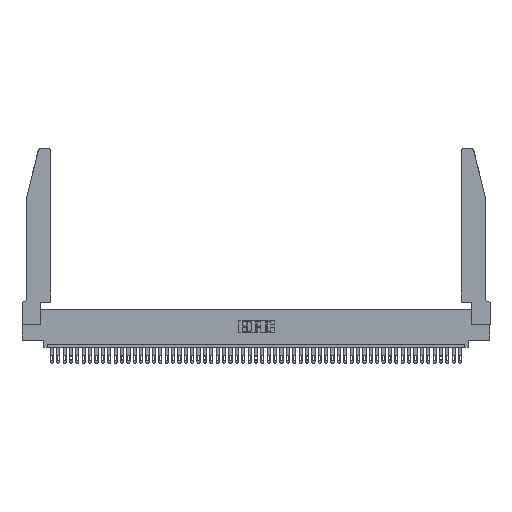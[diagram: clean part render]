
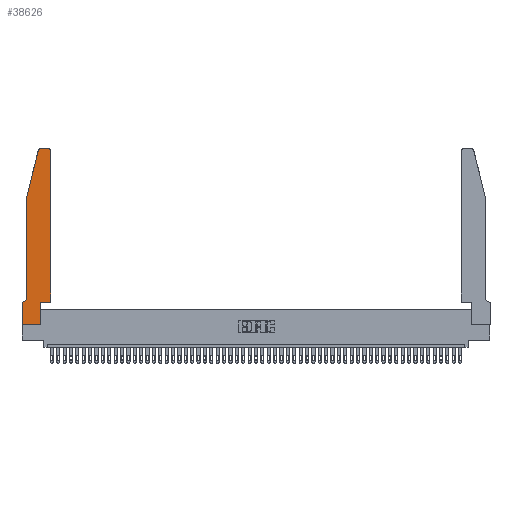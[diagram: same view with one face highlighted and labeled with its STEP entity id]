
A CAD part, top view. The second image highlights one B-rep face of the part: STEP entity #38626.
In plain terms, the highlighted planar face has unit normal (0, 0, 1).
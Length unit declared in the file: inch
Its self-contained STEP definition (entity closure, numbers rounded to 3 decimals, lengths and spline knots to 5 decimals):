
#506 = DIRECTION ( 'NONE',  ( -1., 0., 0. ) ) ;
#931 = CARTESIAN_POINT ( 'NONE',  ( 0.0755, 0.35, 0.37 ) ) ;
#1438 = ORIENTED_EDGE ( 'NONE', *, *, #18800, .T. ) ;
#1475 = VERTEX_POINT ( 'NONE', #43339 ) ;
#1518 = CARTESIAN_POINT ( 'NONE',  ( 0., 0., 0.37 ) ) ;
#1732 = ORIENTED_EDGE ( 'NONE', *, *, #4199, .T. ) ;
#2283 = DIRECTION ( 'NONE',  ( 0., 0., -1. ) ) ;
#2478 = CARTESIAN_POINT ( 'NONE',  ( 0.2865, 0.35, 0.37 ) ) ;
#3138 = CARTESIAN_POINT ( 'NONE',  ( 0.4505, 0.35, 0.37 ) ) ;
#4141 = VECTOR ( 'NONE', #36744, 39.37008 ) ;
#4199 = EDGE_CURVE ( 'NONE', #42593, #27027, #8915, .T. ) ;
#4381 = EDGE_CURVE ( 'NONE', #10505, #34589, #31519, .T. ) ;
#4827 = CARTESIAN_POINT ( 'NONE',  ( 0., 0.35, 0.37 ) ) ;
#5130 = CARTESIAN_POINT ( 'NONE',  ( 0.4205, 2.75, 0.37 ) ) ;
#5970 = CARTESIAN_POINT ( 'NONE',  ( 0.0055, 0.35, 0.37 ) ) ;
#6148 = CARTESIAN_POINT ( 'NONE',  ( 0.25487, 2.72718, 0.37 ) ) ;
#6383 = DIRECTION ( 'NONE',  ( 0., 1., 0. ) ) ;
#6630 = VECTOR ( 'NONE', #20295, 39.37008 ) ;
#6972 = AXIS2_PLACEMENT_3D ( 'NONE', #44849, #2283, #9768 ) ;
#7064 = VERTEX_POINT ( 'NONE', #34728 ) ;
#8068 = DIRECTION ( 'NONE',  ( 0., 0., 1. ) ) ;
#8295 = ORIENTED_EDGE ( 'NONE', *, *, #41617, .T. ) ;
#8501 = CARTESIAN_POINT ( 'NONE',  ( 0.4505, 2.72, 0.37 ) ) ;
#8528 = CIRCLE ( 'NONE', #10655, 0.03 ) ;
#8644 = LINE ( 'NONE', #33219, #47792 ) ;
#8915 = LINE ( 'NONE', #47161, #24824 ) ;
#9470 = CARTESIAN_POINT ( 'NONE',  ( 0., 0., 0.37 ) ) ;
#9768 = DIRECTION ( 'NONE',  ( -1., 0., 0. ) ) ;
#10505 = VERTEX_POINT ( 'NONE', #5130 ) ;
#10655 = AXIS2_PLACEMENT_3D ( 'NONE', #29747, #45384, #33362 ) ;
#10784 = CARTESIAN_POINT ( 'NONE',  ( 0.2865, 0., 0.37 ) ) ;
#11245 = VECTOR ( 'NONE', #44541, 39.37008 ) ;
#11431 = VECTOR ( 'NONE', #48058, 39.37008 ) ;
#11638 = ORIENTED_EDGE ( 'NONE', *, *, #17844, .T. ) ;
#12219 = ORIENTED_EDGE ( 'NONE', *, *, #27335, .T. ) ;
#12391 = AXIS2_PLACEMENT_3D ( 'NONE', #32590, #24413, #47826 ) ;
#13055 = CARTESIAN_POINT ( 'NONE',  ( 0.4505, 0.35, 0.37 ) ) ;
#13702 = CARTESIAN_POINT ( 'NONE',  ( 0.284, 2.75, 0.37 ) ) ;
#15237 = DIRECTION ( 'NONE',  ( 1., 0., 0. ) ) ;
#16366 = CARTESIAN_POINT ( 'NONE',  ( 0.0755, 2., 0.37 ) ) ;
#16758 = EDGE_CURVE ( 'NONE', #27027, #19534, #42660, .T. ) ;
#17019 = LINE ( 'NONE', #16366, #6630 ) ;
#17169 = AXIS2_PLACEMENT_3D ( 'NONE', #4827, #8068, #43133 ) ;
#17399 = ORIENTED_EDGE ( 'NONE', *, *, #34286, .T. ) ;
#17844 = EDGE_CURVE ( 'NONE', #19534, #10505, #8528, .T. ) ;
#17893 = ORIENTED_EDGE ( 'NONE', *, *, #4381, .T. ) ;
#18800 = EDGE_CURVE ( 'NONE', #42985, #1475, #17019, .T. ) ;
#19534 = VERTEX_POINT ( 'NONE', #8501 ) ;
#20079 = VERTEX_POINT ( 'NONE', #5970 ) ;
#20295 = DIRECTION ( 'NONE',  ( -0.239, -0.971, 0. ) ) ;
#21171 = EDGE_CURVE ( 'NONE', #7064, #35284, #47917, .T. ) ;
#21653 = VECTOR ( 'NONE', #6383, 39.37008 ) ;
#23275 = EDGE_LOOP ( 'NONE', ( #17893, #33304, #1438, #8295, #32494, #24689, #44376, #12219, #17399, #1732, #29731, #11638 ) ) ;
#24413 = DIRECTION ( 'NONE',  ( 0., 0., 1. ) ) ;
#24689 = ORIENTED_EDGE ( 'NONE', *, *, #33905, .T. ) ;
#24824 = VECTOR ( 'NONE', #15237, 39.37008 ) ;
#25403 = VECTOR ( 'NONE', #506, 39.37008 ) ;
#26777 = EDGE_CURVE ( 'NONE', #43762, #20079, #28600, .T. ) ;
#27027 = VERTEX_POINT ( 'NONE', #3138 ) ;
#27162 = CARTESIAN_POINT ( 'NONE',  ( 0.2865, 0.35, 0.37 ) ) ;
#27335 = EDGE_CURVE ( 'NONE', #35284, #28678, #30372, .T. ) ;
#27982 = CARTESIAN_POINT ( 'NONE',  ( 0.2605, 2.75, 0.37 ) ) ;
#28600 = CIRCLE ( 'NONE', #6972, 0.07 ) ;
#28678 = VERTEX_POINT ( 'NONE', #10784 ) ;
#29731 = ORIENTED_EDGE ( 'NONE', *, *, #16758, .T. ) ;
#29747 = CARTESIAN_POINT ( 'NONE',  ( 0.4205, 2.72, 0.37 ) ) ;
#30372 = LINE ( 'NONE', #44289, #4141 ) ;
#31519 = LINE ( 'NONE', #27982, #25403 ) ;
#32033 = LINE ( 'NONE', #2478, #21653 ) ;
#32494 = ORIENTED_EDGE ( 'NONE', *, *, #26777, .T. ) ;
#32590 = CARTESIAN_POINT ( 'NONE',  ( 0.284, 2.72, 0.37 ) ) ;
#32801 = CARTESIAN_POINT ( 'NONE',  ( 0.0755, 0.42, 0.37 ) ) ;
#33219 = CARTESIAN_POINT ( 'NONE',  ( 0.0755, 2., 0.37 ) ) ;
#33284 = EDGE_CURVE ( 'NONE', #34589, #42985, #46257, .T. ) ;
#33304 = ORIENTED_EDGE ( 'NONE', *, *, #33284, .T. ) ;
#33307 = VECTOR ( 'NONE', #47913, 39.37008 ) ;
#33362 = DIRECTION ( 'NONE',  ( 1., 0., 0. ) ) ;
#33905 = EDGE_CURVE ( 'NONE', #20079, #7064, #44343, .T. ) ;
#34286 = EDGE_CURVE ( 'NONE', #28678, #42593, #32033, .T. ) ;
#34589 = VERTEX_POINT ( 'NONE', #13702 ) ;
#34728 = CARTESIAN_POINT ( 'NONE',  ( 0., 0.35, 0.37 ) ) ;
#35284 = VERTEX_POINT ( 'NONE', #1518 ) ;
#36744 = DIRECTION ( 'NONE',  ( 1., 0., 0. ) ) ;
#38626 = ADVANCED_FACE ( 'NONE', ( #44919 ), #47202, .T. ) ;
#41617 = EDGE_CURVE ( 'NONE', #1475, #43762, #8644, .T. ) ;
#42593 = VERTEX_POINT ( 'NONE', #27162 ) ;
#42660 = LINE ( 'NONE', #13055, #11431 ) ;
#42985 = VERTEX_POINT ( 'NONE', #6148 ) ;
#43133 = DIRECTION ( 'NONE',  ( 1., 0., 0. ) ) ;
#43339 = CARTESIAN_POINT ( 'NONE',  ( 0.0755, 2., 0.37 ) ) ;
#43762 = VERTEX_POINT ( 'NONE', #32801 ) ;
#44289 = CARTESIAN_POINT ( 'NONE',  ( 0., 0., 0.37 ) ) ;
#44343 = LINE ( 'NONE', #931, #33307 ) ;
#44376 = ORIENTED_EDGE ( 'NONE', *, *, #21171, .T. ) ;
#44541 = DIRECTION ( 'NONE',  ( 0., -1., 0. ) ) ;
#44849 = CARTESIAN_POINT ( 'NONE',  ( 0.0055, 0.42, 0.37 ) ) ;
#44919 = FACE_OUTER_BOUND ( 'NONE', #23275, .T. ) ;
#45384 = DIRECTION ( 'NONE',  ( 0., 0., 1. ) ) ;
#46257 = CIRCLE ( 'NONE', #12391, 0.03 ) ;
#47161 = CARTESIAN_POINT ( 'NONE',  ( 0.4505, 0.35, 0.37 ) ) ;
#47202 = PLANE ( 'NONE',  #17169 ) ;
#47792 = VECTOR ( 'NONE', #48962, 39.37008 ) ;
#47826 = DIRECTION ( 'NONE',  ( 1., 0., 0. ) ) ;
#47913 = DIRECTION ( 'NONE',  ( -1., 0., 0. ) ) ;
#47917 = LINE ( 'NONE', #9470, #11245 ) ;
#48058 = DIRECTION ( 'NONE',  ( 0., 1., 0. ) ) ;
#48962 = DIRECTION ( 'NONE',  ( 0., -1., 0. ) ) ;
